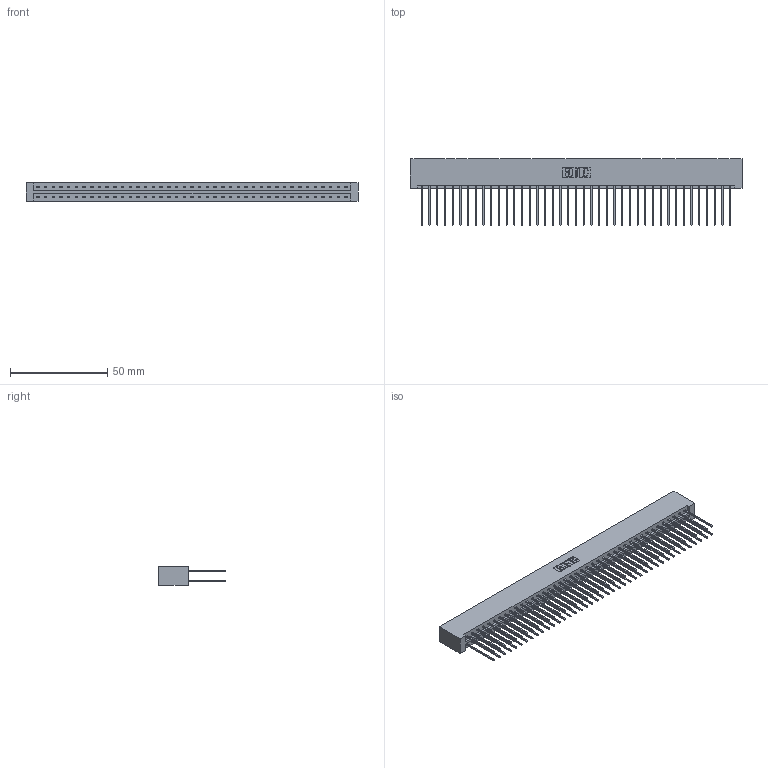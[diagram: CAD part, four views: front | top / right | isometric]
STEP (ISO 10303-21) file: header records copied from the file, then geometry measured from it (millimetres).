
FILE_DESCRIPTION (( 'STEP AP203' ), '1' );
FILE_NAME ('833-082-541-201.STEP', '2020-06-05T23:38:21', ( '' ), ( '' ), 'SwSTEP 2.0', 'SolidWorks 2020', '' );
FILE_SCHEMA (( 'CONFIG_CONTROL_DESIGN' ));
Length unit declared in the file: inch
Products named in the file (3): 833-082-541-201; 833 Part_Lugless; 345-292-001_345-293-141
Assembly tree (83 placements, depth 2):
  833-082-541-201
    833 Part_Lugless
    345-292-001_345-293-141  x82
Bounding box: 170.71 x 34.3 x 9.4 mm (x, y, z)
Volume: 18522.2 mm3; surface area: 24254 mm2
Topology: 83 solids, 83 shells, 4370 faces, 12997 edges, 8554 vertices
Faces by surface type: plane 3018, cylinder 1352
Entity records: 26247 total; most frequent: CARTESIAN_POINT 4350, ORIENTED_EDGE 4286, DIRECTION 3711, EDGE_CURVE 2143, VECTOR 2023, LINE 2023, VERTEX_POINT 1426, AXIS2_PLACEMENT_3D 844
